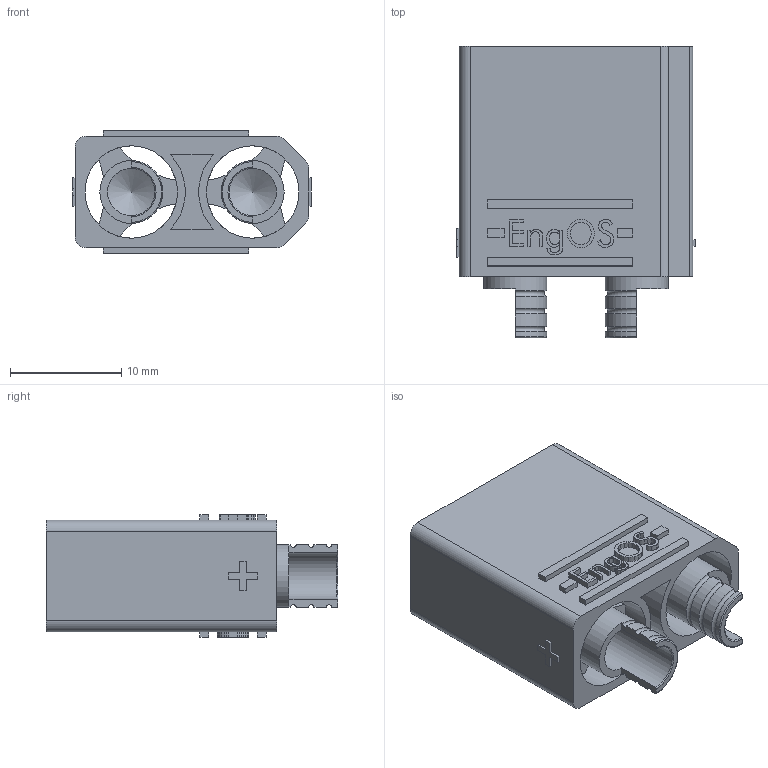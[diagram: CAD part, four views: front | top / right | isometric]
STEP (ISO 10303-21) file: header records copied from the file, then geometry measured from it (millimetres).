
FILE_DESCRIPTION(/* description */ (''),/* implementation_level */ '2;1');
FILE_NAME(/* name */ 'XT90_M.step',/* time_stamp */ '2020-06-07T16:45:42+09:00',/* author */ (''),/* organization */ (''),/* preprocessor_version */ 'ST-DEVELOPER v18.1',/* originating_system */ 'Autodesk Translation Framework v9.3.0.1241',/* authorisation */ '');
FILE_SCHEMA (('AUTOMOTIVE_DESIGN { 1 0 10303 214 3 1 1 }'));
Length unit declared in the file: millimetre
Products named in the file (4): (未保存); XT90_MALE; XT90_MALE_PIN; XT90_MALE_PIN (1)
Assembly tree (3 placements, depth 2):
  (未保存)
    XT90_MALE
    XT90_MALE_PIN
    XT90_MALE_PIN (1)
Bounding box: 21.4 x 26.2 x 11 mm (x, y, z)
Volume: 1852.4 mm3; surface area: 4171.3 mm2
Topology: 3 solids, 3 shells, 488 faces, 1343 edges, 892 vertices
Faces by surface type: plane 283, bspline 97, cylinder 76, torus 22, cone 10
Full cylindrical faces by diameter (mm): 4.25 x2, 5.65 x2, 8.3 x2
Entity records: 17046 total; most frequent: CARTESIAN_POINT 4761, ORIENTED_EDGE 2682, DIRECTION 2287, EDGE_CURVE 1341, LINE 907, VECTOR 907, VERTEX_POINT 892, AXIS2_PLACEMENT_3D 690
